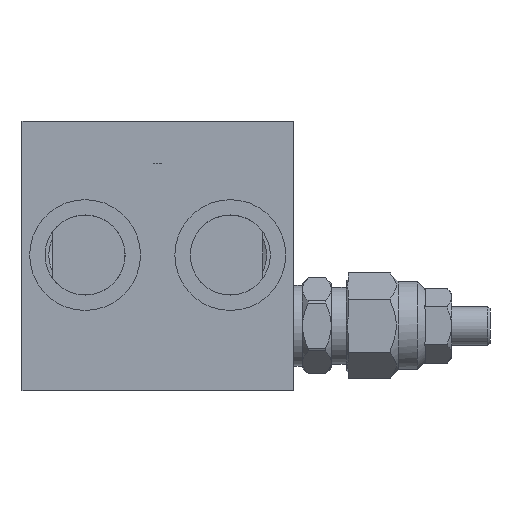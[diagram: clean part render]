
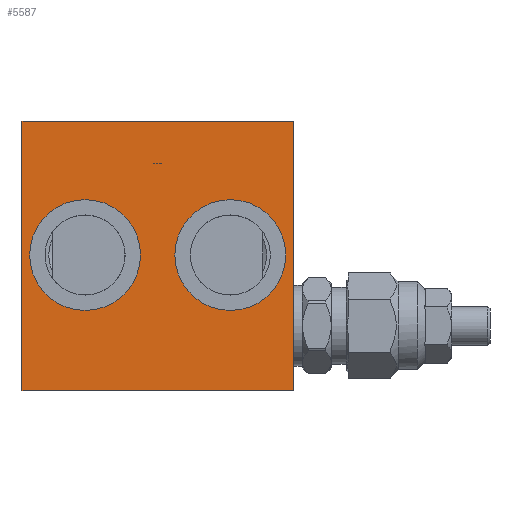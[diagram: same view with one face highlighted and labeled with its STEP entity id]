
A CAD part, left-side view. The second image highlights one B-rep face of the part: STEP entity #5587.
In plain terms, the highlighted planar face has unit normal (-1, 0, 0).
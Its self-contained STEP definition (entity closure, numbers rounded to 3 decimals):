
#424=LINE('',#11313,#650);
#428=LINE('',#11322,#654);
#430=LINE('',#11326,#656);
#432=LINE('',#11329,#658);
#650=VECTOR('',#7802,1000.);
#654=VECTOR('',#7808,1000.);
#656=VECTOR('',#7812,1000.);
#658=VECTOR('',#7816,1000.);
#800=PLANE('',#6312);
#2024=ORIENTED_EDGE('',*,*,#2704,.T.);
#2025=ORIENTED_EDGE('',*,*,#2646,.T.);
#2026=ORIENTED_EDGE('',*,*,#2969,.T.);
#2027=ORIENTED_EDGE('',*,*,#2965,.F.);
#2028=ORIENTED_EDGE('',*,*,#2967,.F.);
#2029=ORIENTED_EDGE('',*,*,#2961,.F.);
#2646=EDGE_CURVE('',#3272,#3272,#3680,.T.);
#2704=EDGE_CURVE('',#3323,#3323,#3701,.T.);
#2961=EDGE_CURVE('',#3545,#3546,#424,.T.);
#2965=EDGE_CURVE('',#3549,#3550,#428,.T.);
#2967=EDGE_CURVE('',#3546,#3549,#430,.T.);
#2969=EDGE_CURVE('',#3545,#3550,#432,.T.);
#3272=VERTEX_POINT('',#9989);
#3323=VERTEX_POINT('',#10590);
#3545=VERTEX_POINT('',#11312);
#3546=VERTEX_POINT('',#11314);
#3549=VERTEX_POINT('',#11321);
#3550=VERTEX_POINT('',#11323);
#3680=CIRCLE('',#5958,14.5);
#3701=CIRCLE('',#5996,14.5);
#4385=EDGE_LOOP('',(#2024));
#4386=EDGE_LOOP('',(#2025));
#4387=EDGE_LOOP('',(#2026,#2027,#2028,#2029));
#5036=FACE_BOUND('',#4385,.T.);
#5037=FACE_BOUND('',#4386,.T.);
#5038=FACE_BOUND('',#4387,.T.);
#5587=ADVANCED_FACE('',(#5036,#5037,#5038),#800,.F.);
#5958=AXIS2_PLACEMENT_3D('',#9988,#7029,#7030);
#5996=AXIS2_PLACEMENT_3D('',#10589,#7109,#7110);
#6312=AXIS2_PLACEMENT_3D('',#11328,#7814,#7815);
#7029=DIRECTION('',(1.,0.,0.));
#7030=DIRECTION('',(0.,1.,0.));
#7109=DIRECTION('',(1.,0.,0.));
#7110=DIRECTION('',(0.,1.,0.));
#7802=DIRECTION('',(0.,-1.,0.));
#7808=DIRECTION('',(0.,1.,0.));
#7812=DIRECTION('',(0.,0.,-1.));
#7814=DIRECTION('',(1.,0.,0.));
#7815=DIRECTION('',(0.,0.,-1.));
#7816=DIRECTION('',(0.,0.,-1.));
#9988=CARTESIAN_POINT('',(955.5,54.5,80.5));
#9989=CARTESIAN_POINT('',(955.5,69.,80.5));
#10589=CARTESIAN_POINT('',(955.5,16.5,80.5));
#10590=CARTESIAN_POINT('',(955.5,31.,80.5));
#11312=CARTESIAN_POINT('',(955.5,71.,115.5));
#11313=CARTESIAN_POINT('',(955.5,35.5,115.5));
#11314=CARTESIAN_POINT('',(955.5,0.,115.5));
#11321=CARTESIAN_POINT('',(955.5,0.,45.));
#11322=CARTESIAN_POINT('',(955.5,35.5,45.));
#11323=CARTESIAN_POINT('',(955.5,71.,45.));
#11326=CARTESIAN_POINT('',(955.5,0.,80.25));
#11328=CARTESIAN_POINT('',(955.5,35.5,80.25));
#11329=CARTESIAN_POINT('',(955.5,71.,80.25));
